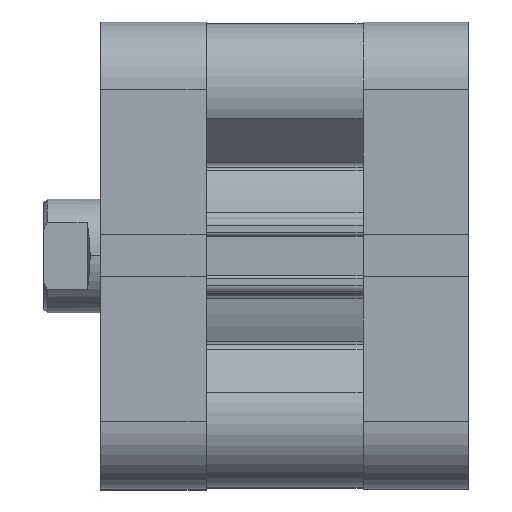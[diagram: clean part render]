
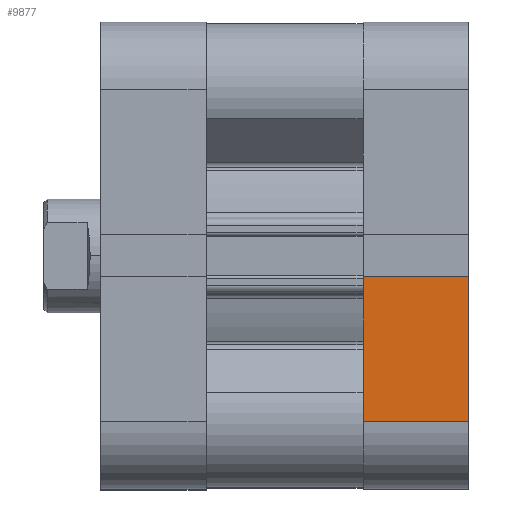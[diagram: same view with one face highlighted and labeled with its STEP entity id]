
A CAD part, top view. The second image highlights one B-rep face of the part: STEP entity #9877.
In plain terms, the highlighted planar face has unit normal (0, 0, 1).
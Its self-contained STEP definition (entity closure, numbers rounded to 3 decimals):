
#673 = EDGE_LOOP ( 'NONE', ( #8907, #8905, #8848, #8643 ) ) ;
#1202 = EDGE_CURVE ( 'NONE', #1382, #1405, #3755, .T. ) ;
#1259 = VERTEX_POINT ( 'NONE', #2939 ) ;
#1382 = VERTEX_POINT ( 'NONE', #3062 ) ;
#1384 = VERTEX_POINT ( 'NONE', #3064 ) ;
#1405 = VERTEX_POINT ( 'NONE', #3085 ) ;
#2840 = CARTESIAN_POINT ( 'NONE',  ( -13.071, 2.97, 32.75 ) ) ;
#2845 = DIRECTION ( 'NONE',  ( 1., 0., 0. ) ) ;
#2939 = CARTESIAN_POINT ( 'NONE',  ( -13.071, 23.25, 32.75 ) ) ;
#3062 = CARTESIAN_POINT ( 'NONE',  ( -27.821, 2.97, 32.75 ) ) ;
#3064 = CARTESIAN_POINT ( 'NONE',  ( -27.821, 23.25, 32.75 ) ) ;
#3085 = CARTESIAN_POINT ( 'NONE',  ( -13.071, 2.97, 32.75 ) ) ;
#3755 = LINE ( 'NONE', #2840, #3776 ) ;
#3776 = VECTOR ( 'NONE', #2845, 1000. ) ;
#4030 = LINE ( 'NONE', #4820, #4031 ) ;
#4031 = VECTOR ( 'NONE', #4821, 1000. ) ;
#4042 = LINE ( 'NONE', #4833, #4043 ) ;
#4043 = VECTOR ( 'NONE', #4834, 1000. ) ;
#4087 = VECTOR ( 'NONE', #4894, 1000. ) ;
#4090 = LINE ( 'NONE', #4888, #4087 ) ;
#4820 = CARTESIAN_POINT ( 'NONE',  ( -27.821, 23.25, 32.75 ) ) ;
#4821 = DIRECTION ( 'NONE',  ( -1., 0., 0. ) ) ;
#4833 = CARTESIAN_POINT ( 'NONE',  ( -27.821, 0., 32.75 ) ) ;
#4834 = DIRECTION ( 'NONE',  ( 0., -1., 0. ) ) ;
#4888 = CARTESIAN_POINT ( 'NONE',  ( -13.071, 0., 32.75 ) ) ;
#4894 = DIRECTION ( 'NONE',  ( 0., -1., 0. ) ) ;
#5993 = FACE_OUTER_BOUND ( 'NONE', #673, .T. ) ;
#6450 = EDGE_CURVE ( 'NONE', #1259, #1384, #4030, .T. ) ;
#6456 = EDGE_CURVE ( 'NONE', #1384, #1382, #4042, .T. ) ;
#6483 = EDGE_CURVE ( 'NONE', #1259, #1405, #4090, .T. ) ;
#7186 = AXIS2_PLACEMENT_3D ( 'NONE', #7623, #7629, #7630 ) ;
#7620 = PLANE ( 'NONE',  #7186 ) ;
#7623 = CARTESIAN_POINT ( 'NONE',  ( -13.071, 0., 32.75 ) ) ;
#7629 = DIRECTION ( 'NONE',  ( 0., 0., -1. ) ) ;
#7630 = DIRECTION ( 'NONE',  ( -1., 0., 0. ) ) ;
#8643 = ORIENTED_EDGE ( 'NONE', *, *, #6450, .T. ) ;
#8848 = ORIENTED_EDGE ( 'NONE', *, *, #6483, .F. ) ;
#8905 = ORIENTED_EDGE ( 'NONE', *, *, #1202, .T. ) ;
#8907 = ORIENTED_EDGE ( 'NONE', *, *, #6456, .T. ) ;
#9877 = ADVANCED_FACE ( 'NONE', ( #5993 ), #7620, .F. ) ;
